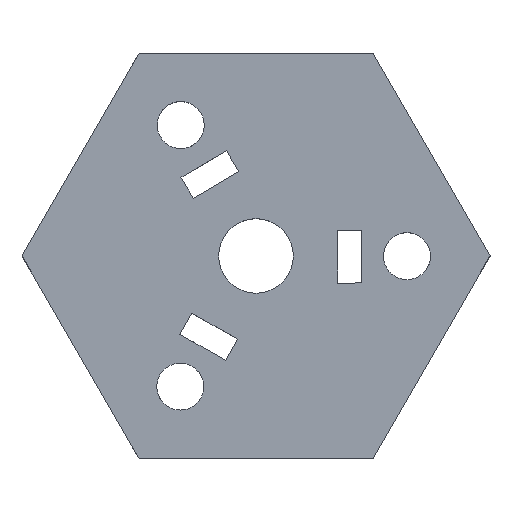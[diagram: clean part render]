
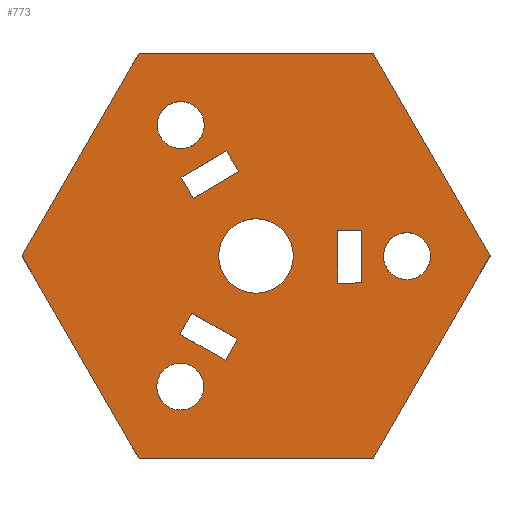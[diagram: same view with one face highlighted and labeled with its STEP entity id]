
A CAD part, top view. The second image highlights one B-rep face of the part: STEP entity #773.
In plain terms, the highlighted planar face has unit normal (0, 0, 1).
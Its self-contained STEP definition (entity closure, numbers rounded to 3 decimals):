
#36=CIRCLE('',#834,2.9);
#38=CIRCLE('',#837,2.9);
#40=CIRCLE('',#840,2.9);
#45=CIRCLE('',#849,4.6);
#233=ORIENTED_EDGE('',*,*,#334,.F.);
#234=ORIENTED_EDGE('',*,*,#262,.F.);
#235=ORIENTED_EDGE('',*,*,#260,.F.);
#236=ORIENTED_EDGE('',*,*,#272,.F.);
#237=ORIENTED_EDGE('',*,*,#270,.F.);
#238=ORIENTED_EDGE('',*,*,#331,.F.);
#239=ORIENTED_EDGE('',*,*,#346,.F.);
#240=ORIENTED_EDGE('',*,*,#336,.T.);
#241=ORIENTED_EDGE('',*,*,#340,.T.);
#242=ORIENTED_EDGE('',*,*,#343,.T.);
#243=ORIENTED_EDGE('',*,*,#328,.F.);
#244=ORIENTED_EDGE('',*,*,#323,.F.);
#245=ORIENTED_EDGE('',*,*,#321,.F.);
#246=ORIENTED_EDGE('',*,*,#319,.F.);
#247=ORIENTED_EDGE('',*,*,#317,.F.);
#248=ORIENTED_EDGE('',*,*,#307,.T.);
#249=ORIENTED_EDGE('',*,*,#311,.T.);
#250=ORIENTED_EDGE('',*,*,#314,.T.);
#251=ORIENTED_EDGE('',*,*,#286,.F.);
#252=ORIENTED_EDGE('',*,*,#282,.T.);
#253=ORIENTED_EDGE('',*,*,#287,.T.);
#254=ORIENTED_EDGE('',*,*,#278,.T.);
#260=EDGE_CURVE('',#352,#347,#422,.T.);
#262=EDGE_CURVE('',#347,#353,#423,.T.);
#270=EDGE_CURVE('',#360,#355,#430,.T.);
#272=EDGE_CURVE('',#355,#352,#431,.T.);
#278=EDGE_CURVE('',#366,#364,#434,.T.);
#282=EDGE_CURVE('',#370,#369,#438,.T.);
#286=EDGE_CURVE('',#370,#364,#442,.T.);
#287=EDGE_CURVE('',#369,#366,#443,.T.);
#307=EDGE_CURVE('',#391,#390,#446,.T.);
#311=EDGE_CURVE('',#390,#393,#450,.T.);
#314=EDGE_CURVE('',#393,#395,#453,.T.);
#317=EDGE_CURVE('',#391,#395,#456,.T.);
#319=EDGE_CURVE('',#398,#398,#36,.F.);
#321=EDGE_CURVE('',#400,#400,#38,.F.);
#323=EDGE_CURVE('',#402,#402,#40,.F.);
#328=EDGE_CURVE('',#407,#407,#45,.T.);
#331=EDGE_CURVE('',#409,#360,#459,.T.);
#334=EDGE_CURVE('',#353,#409,#462,.T.);
#336=EDGE_CURVE('',#412,#411,#464,.T.);
#340=EDGE_CURVE('',#411,#414,#468,.T.);
#343=EDGE_CURVE('',#414,#416,#471,.T.);
#346=EDGE_CURVE('',#412,#416,#474,.T.);
#347=VERTEX_POINT('',#1062);
#352=VERTEX_POINT('',#1071);
#353=VERTEX_POINT('',#1076);
#355=VERTEX_POINT('',#1082);
#360=VERTEX_POINT('',#1091);
#364=VERTEX_POINT('',#1127);
#366=VERTEX_POINT('',#1130);
#369=VERTEX_POINT('',#1137);
#370=VERTEX_POINT('',#1139);
#390=VERTEX_POINT('',#1239);
#391=VERTEX_POINT('',#1241);
#393=VERTEX_POINT('',#1247);
#395=VERTEX_POINT('',#1253);
#398=VERTEX_POINT('',#1264);
#400=VERTEX_POINT('',#1269);
#402=VERTEX_POINT('',#1274);
#407=VERTEX_POINT('',#1288);
#409=VERTEX_POINT('',#1293);
#411=VERTEX_POINT('',#1302);
#412=VERTEX_POINT('',#1304);
#414=VERTEX_POINT('',#1310);
#416=VERTEX_POINT('',#1316);
#422=LINE('',#1072,#479);
#423=LINE('',#1075,#480);
#430=LINE('',#1092,#487);
#431=LINE('',#1095,#488);
#434=LINE('',#1129,#491);
#438=LINE('',#1138,#495);
#442=LINE('',#1145,#499);
#443=LINE('',#1147,#500);
#446=LINE('',#1240,#503);
#450=LINE('',#1249,#507);
#453=LINE('',#1255,#510);
#456=LINE('',#1259,#513);
#459=LINE('',#1294,#516);
#462=LINE('',#1298,#519);
#464=LINE('',#1303,#521);
#468=LINE('',#1312,#525);
#471=LINE('',#1318,#528);
#474=LINE('',#1322,#531);
#479=VECTOR('',#868,1000.);
#480=VECTOR('',#873,1000.);
#487=VECTOR('',#884,1000.);
#488=VECTOR('',#889,1000.);
#491=VECTOR('',#900,1000.);
#495=VECTOR('',#906,1000.);
#499=VECTOR('',#912,1000.);
#500=VECTOR('',#915,1000.);
#503=VECTOR('',#972,1000.);
#507=VECTOR('',#978,1000.);
#510=VECTOR('',#983,1000.);
#513=VECTOR('',#988,1000.);
#516=VECTOR('',#1029,1000.);
#519=VECTOR('',#1034,1000.);
#521=VECTOR('',#1038,1000.);
#525=VECTOR('',#1044,1000.);
#528=VECTOR('',#1049,1000.);
#531=VECTOR('',#1054,1000.);
#611=EDGE_LOOP('',(#233,#234,#235,#236,#237,#238));
#612=EDGE_LOOP('',(#239,#240,#241,#242));
#613=EDGE_LOOP('',(#243));
#614=EDGE_LOOP('',(#244));
#615=EDGE_LOOP('',(#245));
#616=EDGE_LOOP('',(#246));
#617=EDGE_LOOP('',(#247,#248,#249,#250));
#618=EDGE_LOOP('',(#251,#252,#253,#254));
#698=FACE_BOUND('',#611,.T.);
#699=FACE_BOUND('',#612,.T.);
#700=FACE_BOUND('',#613,.T.);
#701=FACE_BOUND('',#614,.T.);
#702=FACE_BOUND('',#615,.T.);
#703=FACE_BOUND('',#616,.T.);
#704=FACE_BOUND('',#617,.T.);
#705=FACE_BOUND('',#618,.T.);
#731=PLANE('',#857);
#773=ADVANCED_FACE('',(#698,#699,#700,#701,#702,#703,#704,#705),#731,.F.);
#834=AXIS2_PLACEMENT_3D('',#1263,#993,#994);
#837=AXIS2_PLACEMENT_3D('',#1268,#999,#1000);
#840=AXIS2_PLACEMENT_3D('',#1273,#1005,#1006);
#849=AXIS2_PLACEMENT_3D('',#1287,#1023,#1024);
#857=AXIS2_PLACEMENT_3D('',#1324,#1057,#1058);
#868=DIRECTION('',(0.5,-0.866,0.));
#873=DIRECTION('',(-0.5,-0.866,0.));
#884=DIRECTION('',(0.5,0.866,0.));
#889=DIRECTION('',(1.,0.,0.));
#900=DIRECTION('',(-1.,-0.009,0.));
#906=DIRECTION('',(1.,0.009,0.));
#912=DIRECTION('',(0.009,-1.,0.));
#915=DIRECTION('',(0.009,-1.,0.));
#972=DIRECTION('',(-0.492,-0.87,0.));
#978=DIRECTION('',(-0.87,0.492,0.));
#983=DIRECTION('',(0.492,0.87,0.));
#988=DIRECTION('',(-0.87,0.492,0.));
#993=DIRECTION('',(0.,0.,-1.));
#994=DIRECTION('',(-1.,0.,0.));
#999=DIRECTION('',(0.,0.,-1.));
#1000=DIRECTION('',(-1.,0.,0.));
#1005=DIRECTION('',(0.,0.,-1.));
#1006=DIRECTION('',(-1.,0.,0.));
#1023=DIRECTION('',(0.,0.,1.));
#1024=DIRECTION('',(0.,1.,0.));
#1029=DIRECTION('',(-0.5,0.866,0.));
#1034=DIRECTION('',(-1.,0.,0.));
#1038=DIRECTION('',(-0.508,0.862,0.));
#1044=DIRECTION('',(0.862,0.508,0.));
#1049=DIRECTION('',(0.508,-0.862,0.));
#1054=DIRECTION('',(0.862,0.508,0.));
#1057=DIRECTION('',(0.,0.,-1.));
#1058=DIRECTION('',(-1.,0.,0.));
#1062=CARTESIAN_POINT('',(28.868,0.,0.));
#1071=CARTESIAN_POINT('',(14.434,25.,0.));
#1072=CARTESIAN_POINT('',(14.434,25.,0.));
#1075=CARTESIAN_POINT('',(28.868,0.,0.));
#1076=CARTESIAN_POINT('',(14.434,-25.,0.));
#1082=CARTESIAN_POINT('',(-14.434,25.,0.));
#1091=CARTESIAN_POINT('',(-28.868,0.,0.));
#1092=CARTESIAN_POINT('',(-28.868,0.,0.));
#1095=CARTESIAN_POINT('',(-14.434,25.,0.));
#1127=CARTESIAN_POINT('',(10.076,-3.357,0.));
#1129=CARTESIAN_POINT('',(0.031,-3.447,0.));
#1130=CARTESIAN_POINT('',(13.076,-3.33,0.));
#1137=CARTESIAN_POINT('',(13.018,3.169,0.));
#1138=CARTESIAN_POINT('',(-0.027,3.052,0.));
#1139=CARTESIAN_POINT('',(10.018,3.142,0.));
#1145=CARTESIAN_POINT('',(10.045,0.09,0.));
#1147=CARTESIAN_POINT('',(13.045,0.117,0.));
#1239=CARTESIAN_POINT('',(-3.764,-12.858,0.));
#1240=CARTESIAN_POINT('',(2.657,-1.503,0.));
#1241=CARTESIAN_POINT('',(-2.287,-10.247,0.));
#1247=CARTESIAN_POINT('',(-9.422,-9.659,0.));
#1249=CARTESIAN_POINT('',(-6.421,-11.356,0.));
#1253=CARTESIAN_POINT('',(-7.946,-7.047,0.));
#1255=CARTESIAN_POINT('',(-3.001,1.697,0.));
#1259=CARTESIAN_POINT('',(-4.945,-8.744,0.));
#1263=CARTESIAN_POINT('',(-9.34,-16.116,0.));
#1264=CARTESIAN_POINT('',(-12.24,-16.116,0.));
#1268=CARTESIAN_POINT('',(18.626,-0.031,0.));
#1269=CARTESIAN_POINT('',(15.726,-0.031,0.));
#1273=CARTESIAN_POINT('',(-9.287,16.146,0.));
#1274=CARTESIAN_POINT('',(-12.187,16.146,0.));
#1287=CARTESIAN_POINT('',(0.,0.,0.));
#1288=CARTESIAN_POINT('',(0.,4.6,0.));
#1293=CARTESIAN_POINT('',(-14.434,-25.,0.));
#1294=CARTESIAN_POINT('',(-14.434,-25.,0.));
#1298=CARTESIAN_POINT('',(14.434,-25.,0.));
#1302=CARTESIAN_POINT('',(-9.254,9.689,0.));
#1303=CARTESIAN_POINT('',(-2.63,-1.55,0.));
#1304=CARTESIAN_POINT('',(-7.73,7.104,0.));
#1310=CARTESIAN_POINT('',(-3.654,12.989,0.));
#1312=CARTESIAN_POINT('',(-6.624,11.239,0.));
#1316=CARTESIAN_POINT('',(-2.13,10.405,0.));
#1318=CARTESIAN_POINT('',(2.97,1.75,0.));
#1322=CARTESIAN_POINT('',(-5.1,8.654,0.));
#1324=CARTESIAN_POINT('',(0.,0.,0.));
